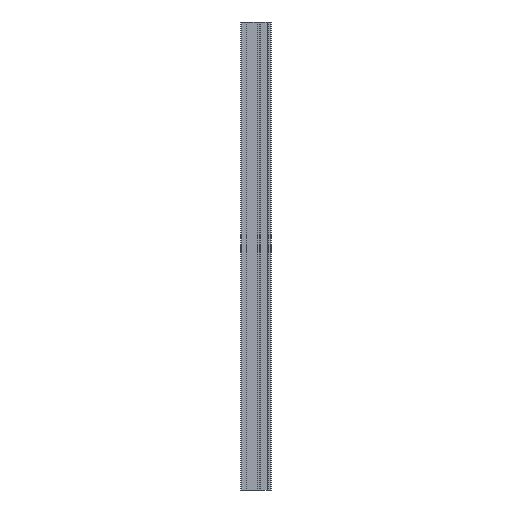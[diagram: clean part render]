
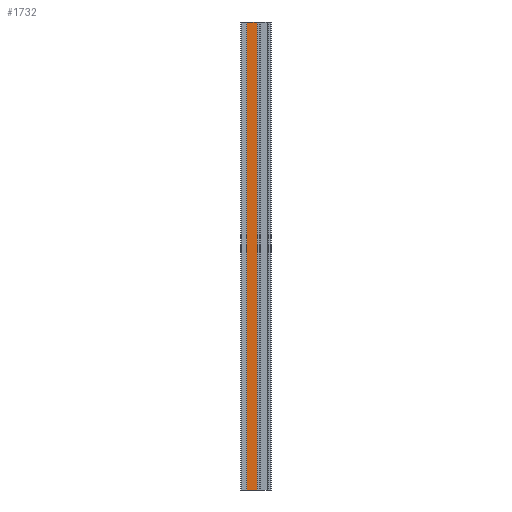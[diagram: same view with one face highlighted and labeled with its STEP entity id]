
A CAD part, front view. The second image highlights one B-rep face of the part: STEP entity #1732.
In plain terms, the highlighted planar face has unit normal (0, -1, 0).
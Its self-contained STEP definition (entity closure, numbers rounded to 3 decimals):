
#32=PLANE('',#1908);
#100=FACE_OUTER_BOUND('',#190,.T.);
#190=EDGE_LOOP('',(#1361,#1362,#1363,#1364));
#287=LINE('',#2670,#463);
#346=LINE('',#2858,#522);
#347=LINE('',#2861,#523);
#349=LINE('',#2866,#525);
#463=VECTOR('',#2115,10.);
#522=VECTOR('',#2294,10.);
#523=VECTOR('',#2297,10.);
#525=VECTOR('',#2303,10.);
#744=VERTEX_POINT('',#2667);
#745=VERTEX_POINT('',#2669);
#814=VERTEX_POINT('',#2856);
#815=VERTEX_POINT('',#2860);
#931=EDGE_CURVE('',#744,#745,#287,.T.);
#1027=EDGE_CURVE('',#814,#744,#346,.T.);
#1028=EDGE_CURVE('',#745,#815,#347,.T.);
#1031=EDGE_CURVE('',#815,#814,#349,.T.);
#1361=ORIENTED_EDGE('',*,*,#1027,.F.);
#1362=ORIENTED_EDGE('',*,*,#1031,.F.);
#1363=ORIENTED_EDGE('',*,*,#1028,.F.);
#1364=ORIENTED_EDGE('',*,*,#931,.F.);
#1732=ADVANCED_FACE('',(#100),#32,.T.);
#1908=AXIS2_PLACEMENT_3D('',#2865,#2301,#2302);
#2115=DIRECTION('',(1.,0.,0.));
#2294=DIRECTION('',(0.,0.,1.));
#2297=DIRECTION('',(0.,0.,-1.));
#2301=DIRECTION('center_axis',(0.,-1.,0.));
#2302=DIRECTION('ref_axis',(-1.,0.,0.));
#2303=DIRECTION('',(-1.,0.,0.));
#2667=CARTESIAN_POINT('',(-5.9,-3.25,0.));
#2669=CARTESIAN_POINT('',(3.9,-3.25,0.));
#2670=CARTESIAN_POINT('',(-6.,-3.25,0.));
#2856=CARTESIAN_POINT('',(-5.9,-3.25,-426.72));
#2858=CARTESIAN_POINT('',(-5.9,-3.25,0.));
#2860=CARTESIAN_POINT('',(3.9,-3.25,-426.72));
#2861=CARTESIAN_POINT('',(3.9,-3.25,0.));
#2865=CARTESIAN_POINT('Origin',(4.,-3.25,0.));
#2866=CARTESIAN_POINT('',(-6.,-3.25,-426.72));
